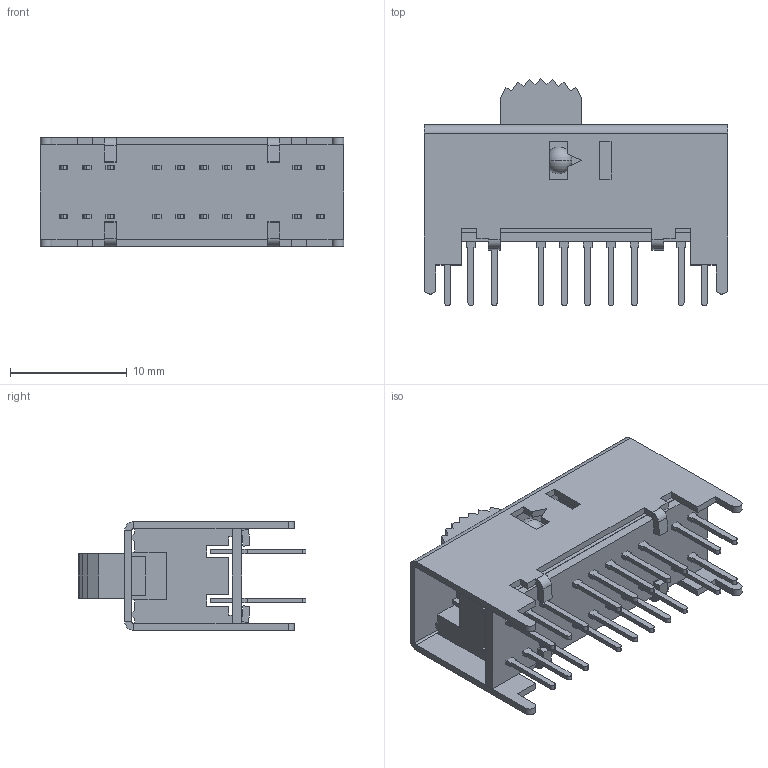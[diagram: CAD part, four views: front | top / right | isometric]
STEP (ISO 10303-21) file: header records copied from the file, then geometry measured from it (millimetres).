
FILE_DESCRIPTION (( 'STEP AP214' ), '1' );
FILE_NAME ('SS-44D04-G 4.STEP', '2020-08-04T11:06:51', ( '' ), ( '' ), 'SwSTEP 2.0', 'SolidWorks 2017', '' );
FILE_SCHEMA (( 'AUTOMOTIVE_DESIGN' ));
Length unit declared in the file: millimetre
Products named in the file (1): SS-44D04-G 4
Bounding box: 26 x 19.5 x 9.3 mm (x, y, z)
Volume: 1936.1 mm3; surface area: 3576 mm2
Topology: 25 solids, 25 shells, 668 faces, 1803 edges, 1185 vertices
Faces by surface type: plane 610, cylinder 56, sphere 2
Entity records: 20858 total; most frequent: CARTESIAN_POINT 3649, ORIENTED_EDGE 3596, DIRECTION 3250, EDGE_CURVE 1798, VECTOR 1684, LINE 1684, VERTEX_POINT 1182, AXIS2_PLACEMENT_3D 783
